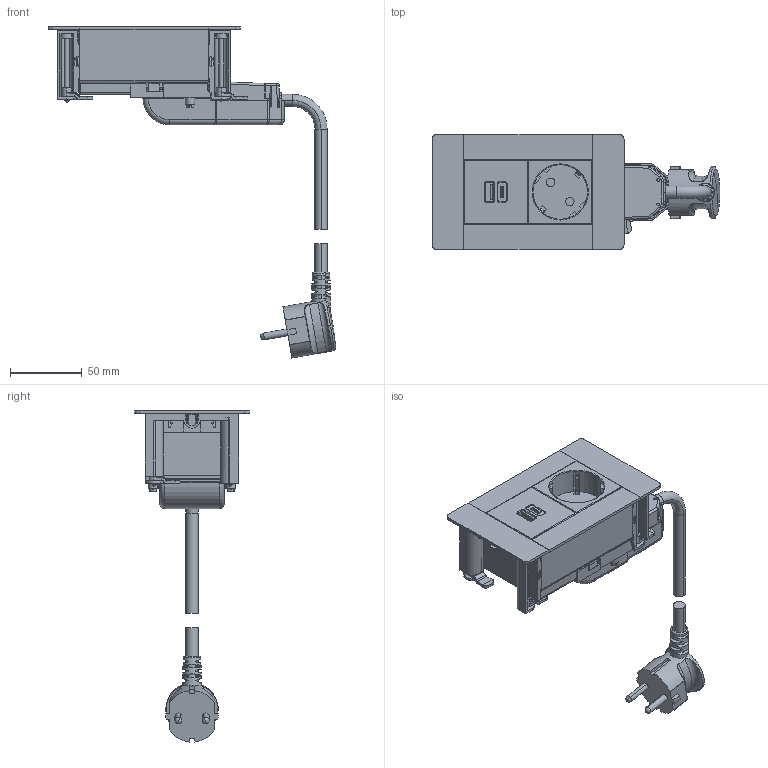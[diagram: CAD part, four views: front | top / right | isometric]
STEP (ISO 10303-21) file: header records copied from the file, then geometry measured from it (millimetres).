
FILE_DESCRIPTION(('CATIA V5 STEP Exchange','CAx-IF Rec.Pracs.--- Model Styling and Organization---1.5--- 2016-08-15','CAx-IF Rec.Pracs.---Supplemental Geometry---1.0---2011-11-01','CAx-IF Rec.Pracs.--- Composite Materials ---1.1---2010-07-15'),'2;1');
FILE_NAME('LG-654789_AllCATPart.stp','2023-10-05T08:08:14+00:00',('none'),('none'),'CATIA Version 5-6 Release 2020 SP3','CATIA V5 STEP AP214 v2','none');
FILE_SCHEMA(('AUTOMOTIVE_DESIGN { 1 0 10303 214 1 1 1 1 }'));
Products named in the file (1): LG-654789_AllCATPart
Bounding box: 200.95 x 80 x 231.85 mm (x, y, z)
Volume: 240218.8 mm3; surface area: 162260.3 mm2
Topology: 26 solids, 26 shells, 1898 faces, 5243 edges, 3368 vertices
Faces by surface type: plane 1119, cylinder 571, torus 75, bspline 40, extrusion 36, sphere 32, cone 23, revolution 2
Entity records: 60513 total; most frequent: CARTESIAN_POINT 15031, ORIENTED_EDGE 10414, DIRECTION 7616, EDGE_CURVE 5207, VECTOR 3663, LINE 3627, VERTEX_POINT 3368, AXIS2_PLACEMENT_3D 2515
